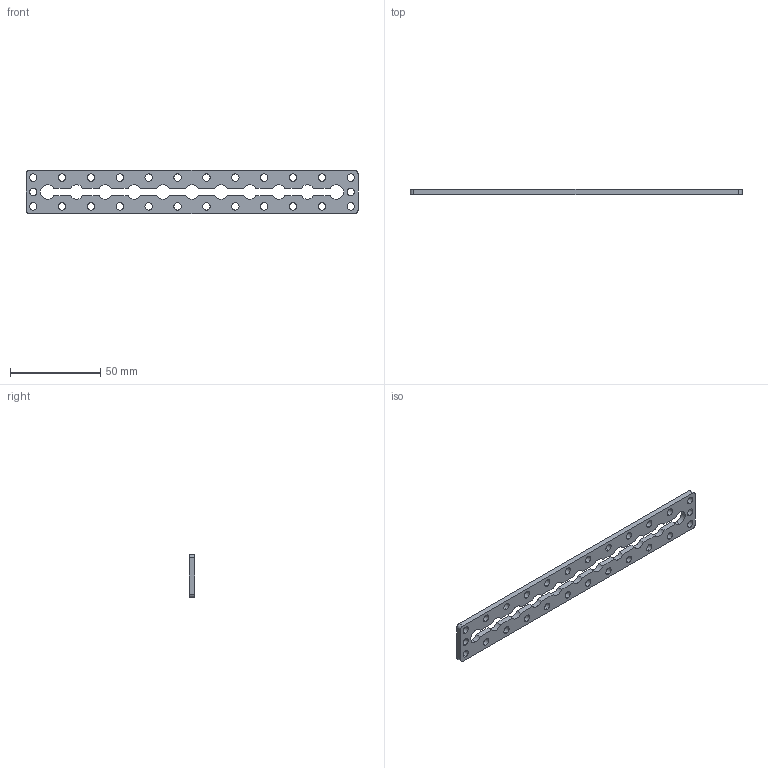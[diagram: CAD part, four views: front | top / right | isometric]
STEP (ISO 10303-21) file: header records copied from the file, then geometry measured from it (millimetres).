
FILE_DESCRIPTION (( 'STEP AP214' ), '1' );
FILE_NAME ('Plate 0324-184蟀諉啣.step', '2016-10-28T04:09:26', ( 'dell' ), ( '' ), 'SwSTEP 2.0', 'SolidWorks 2013', '' );
FILE_SCHEMA (( 'AUTOMOTIVE_DESIGN' ));
Length unit declared in the file: millimetre
Products named in the file (1): Plate 0324-184蟀諉啣
Bounding box: 184 x 3 x 24 mm (x, y, z)
Volume: 9492.7 mm3; surface area: 9686.4 mm2
Topology: 1 solids, 1 shells, 115 faces, 339 edges, 226 vertices
Faces by surface type: cylinder 89, plane 26
Entity records: 4073 total; most frequent: DIRECTION 749, CARTESIAN_POINT 681, ORIENTED_EDGE 678, EDGE_CURVE 339, AXIS2_PLACEMENT_3D 294, VERTEX_POINT 226, CIRCLE 178, EDGE_LOOP 169
